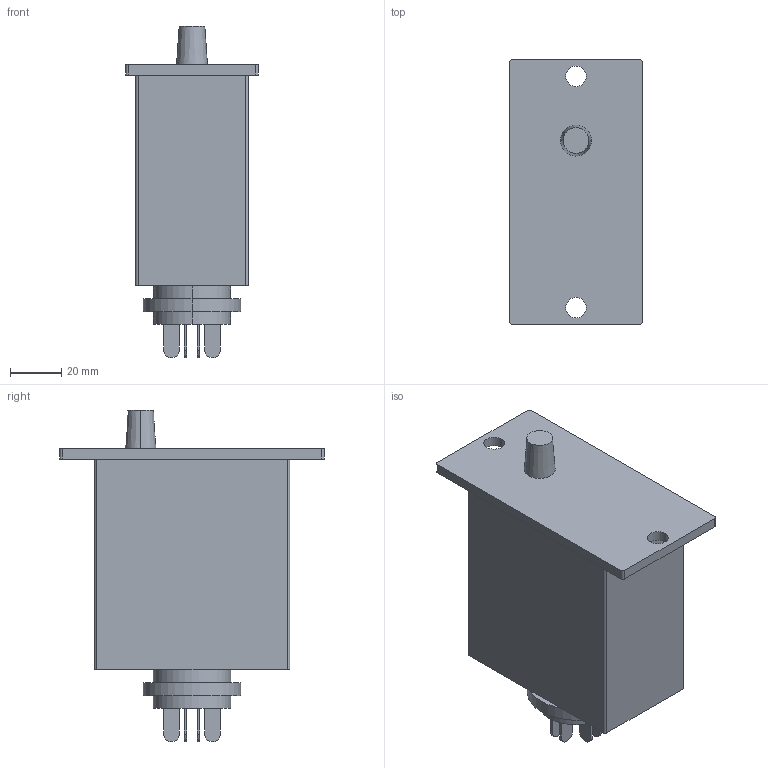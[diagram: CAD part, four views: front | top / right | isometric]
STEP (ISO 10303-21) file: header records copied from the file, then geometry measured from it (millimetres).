
FILE_DESCRIPTION (( 'STEP AP214' ), '1' );
FILE_NAME ('15JS14A-M.STEP', '2025-03-29T08:12:16', ( '' ), ( 'Microsoft' ), 'SwSTEP 2.0', 'SolidWorks 2014', '' );
FILE_SCHEMA (( 'AUTOMOTIVE_DESIGN' ));
Length unit declared in the file: millimetre
Products named in the file (1): 15JS14A-M
Bounding box: 51.5 x 103 x 129 mm (x, y, z)
Volume: 309711.7 mm3; surface area: 35628.1 mm2
Topology: 1 solids, 1 shells, 78 faces, 189 edges, 126 vertices
Faces by surface type: plane 47, cylinder 29, cone 2
Entity records: 3118 total; most frequent: DIRECTION 409, CARTESIAN_POINT 394, ORIENTED_EDGE 378, EDGE_CURVE 189, AXIS2_PLACEMENT_3D 141, LINE 127, VECTOR 127, VERTEX_POINT 126
